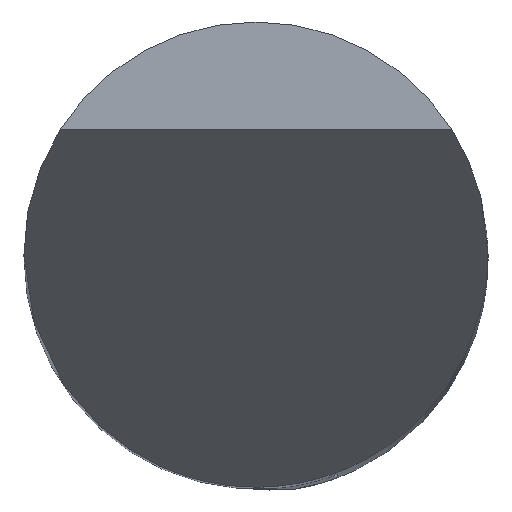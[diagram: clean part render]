
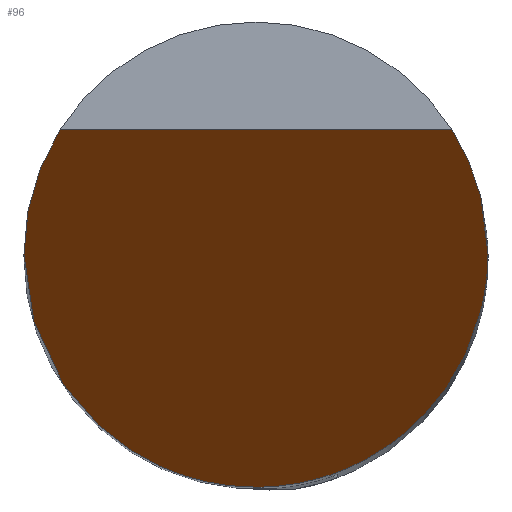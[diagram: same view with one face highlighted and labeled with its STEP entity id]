
A CAD part, top view. The second image highlights one B-rep face of the part: STEP entity #96.
In plain terms, the highlighted planar face has unit normal (0, -0.866, 0.5).
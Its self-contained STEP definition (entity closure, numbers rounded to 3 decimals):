
#96=ADVANCED_FACE('',(#145),#121,.F.);
#121=PLANE('',#688);
#145=FACE_OUTER_BOUND('',#180,.T.);
#180=EDGE_LOOP('',(#349,#350,#351,#352));
#216=LINE('',#1165,#245);
#245=VECTOR('',#785,1.);
#349=ORIENTED_EDGE('',*,*,#538,.T.);
#350=ORIENTED_EDGE('',*,*,#550,.T.);
#351=ORIENTED_EDGE('',*,*,#540,.T.);
#352=ORIENTED_EDGE('',*,*,#551,.T.);
#460=VERTEX_POINT('',#1044);
#469=VERTEX_POINT('',#1088);
#470=VERTEX_POINT('',#1093);
#471=VERTEX_POINT('',#1095);
#538=EDGE_CURVE('',#470,#469,#626,.T.);
#540=EDGE_CURVE('',#460,#471,#627,.T.);
#550=EDGE_CURVE('',#469,#460,#630,.T.);
#551=EDGE_CURVE('',#471,#470,#216,.T.);
#626=(
BOUNDED_CURVE()
B_SPLINE_CURVE(3,(#1089,#1090,#1091,#1092),.UNSPECIFIED.,.F.,.F.)
B_SPLINE_CURVE_WITH_KNOTS((4,4),(0.,1.),.UNSPECIFIED.)
CURVE()
GEOMETRIC_REPRESENTATION_ITEM()
RATIONAL_B_SPLINE_CURVE((1.,0.973,0.973,1.))
REPRESENTATION_ITEM('')
);
#627=(
BOUNDED_CURVE()
B_SPLINE_CURVE(3,(#1096,#1097,#1098,#1099),.UNSPECIFIED.,.F.,.F.)
B_SPLINE_CURVE_WITH_KNOTS((4,4),(0.,1.),.UNSPECIFIED.)
CURVE()
GEOMETRIC_REPRESENTATION_ITEM()
RATIONAL_B_SPLINE_CURVE((1.,0.973,0.973,1.))
REPRESENTATION_ITEM('')
);
#630=(
BOUNDED_CURVE()
B_SPLINE_CURVE(3,(#1160,#1161,#1162,#1163),.UNSPECIFIED.,.F.,.F.)
B_SPLINE_CURVE_WITH_KNOTS((4,4),(0.,1.),.UNSPECIFIED.)
CURVE()
GEOMETRIC_REPRESENTATION_ITEM()
RATIONAL_B_SPLINE_CURVE((1.,0.333,0.333,1.))
REPRESENTATION_ITEM('')
);
#688=AXIS2_PLACEMENT_3D('',#1167,#788,#789);
#785=DIRECTION('',(-1.,0.,0.));
#788=DIRECTION('',(0.,0.866,-0.5));
#789=DIRECTION('',(0.,0.5,0.866));
#1044=CARTESIAN_POINT('',(3.5,0.,0.));
#1088=CARTESIAN_POINT('',(-3.5,0.,0.));
#1089=CARTESIAN_POINT('',(-2.955,1.876,3.25));
#1090=CARTESIAN_POINT('',(-3.313,1.312,2.272));
#1091=CARTESIAN_POINT('',(-3.5,0.669,1.159));
#1092=CARTESIAN_POINT('',(-3.5,0.,0.));
#1093=CARTESIAN_POINT('',(-2.955,1.876,3.25));
#1095=CARTESIAN_POINT('',(2.955,1.876,3.25));
#1096=CARTESIAN_POINT('',(3.5,0.,0.));
#1097=CARTESIAN_POINT('',(3.5,0.669,1.159));
#1098=CARTESIAN_POINT('',(3.313,1.312,2.272));
#1099=CARTESIAN_POINT('',(2.955,1.876,3.25));
#1160=CARTESIAN_POINT('',(-3.5,0.,0.));
#1161=CARTESIAN_POINT('',(-3.5,-7.,-12.124));
#1162=CARTESIAN_POINT('',(3.5,-7.,-12.124));
#1163=CARTESIAN_POINT('',(3.5,0.,0.));
#1165=CARTESIAN_POINT('',(0.,1.876,3.25));
#1167=CARTESIAN_POINT('',(3.5,-3.5,-6.062));
